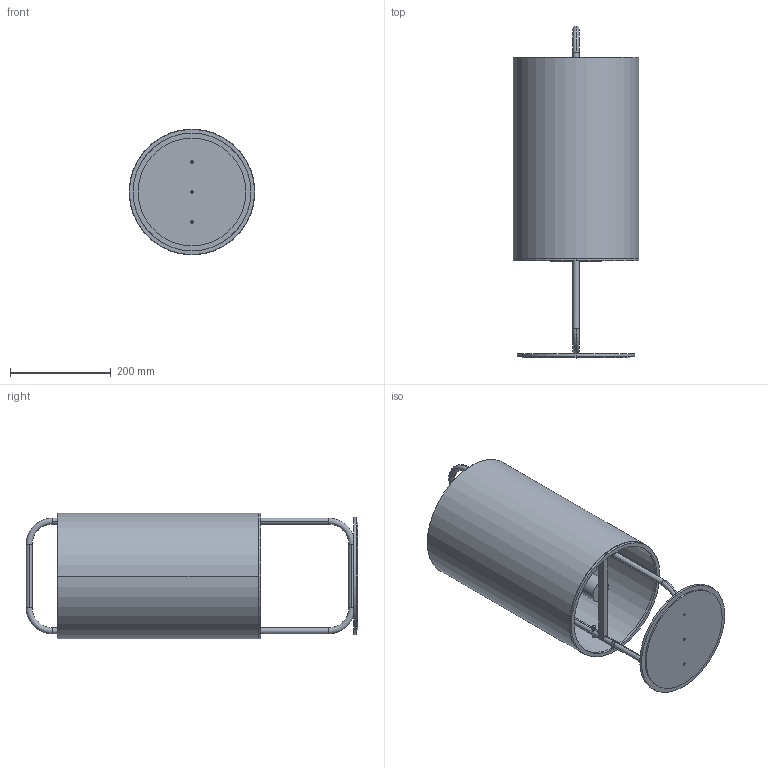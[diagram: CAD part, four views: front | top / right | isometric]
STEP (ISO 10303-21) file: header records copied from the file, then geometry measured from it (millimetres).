
FILE_DESCRIPTION (( 'STEP AP214' ), '1' );
FILE_NAME ('ALISTAIR ME.STEP', '2014-08-28T10:20:53', ( '' ), ( '' ), 'SwSTEP 2.0', 'SolidWorks 2010', '' );
FILE_SCHEMA (( 'AUTOMOTIVE_DESIGN' ));
Length unit declared in the file: millimetre
Products named in the file (8): 094.ALISTAIR.SM.03; 094.ALISTAIR.SM.02; TUBO MESA; 094.ALISTAIR.SM.05; 067600100103 - DIFUS CRISTAL OPAL MATE DIAM.250X400MM ESP.4MM; 021632000005 - TORNILLO CON POMO GRAFILADO M6X25MM BLANCO; PROTECTOR DISCO PQ; ALISTAIR ME
Assembly tree (10 placements, depth 2):
  ALISTAIR ME
    TUBO MESA
    021632000005 - TORNILLO CON POMO GRAFILADO M6X25MM BLANCO  x4
    PROTECTOR DISCO PQ
    094.ALISTAIR.SM.03
    094.ALISTAIR.SM.05
    067600100103 - DIFUS CRISTAL OPAL MATE DIAM.250X400MM ESP.4MM
    094.ALISTAIR.SM.02
Bounding box: 250 x 660.25 x 250 mm (x, y, z)
Volume: 1735954.1 mm3; surface area: 941453.1 mm2
Topology: 10 solids, 10 shells, 470 faces, 1329 edges, 876 vertices
Faces by surface type: plane 281, cylinder 161, cone 16, torus 12
Entity records: 7847 total; most frequent: CARTESIAN_POINT 1969, DIRECTION 1201, ORIENTED_EDGE 1158, EDGE_CURVE 579, AXIS2_PLACEMENT_3D 436, VERTEX_POINT 378, VECTOR 329, LINE 329
